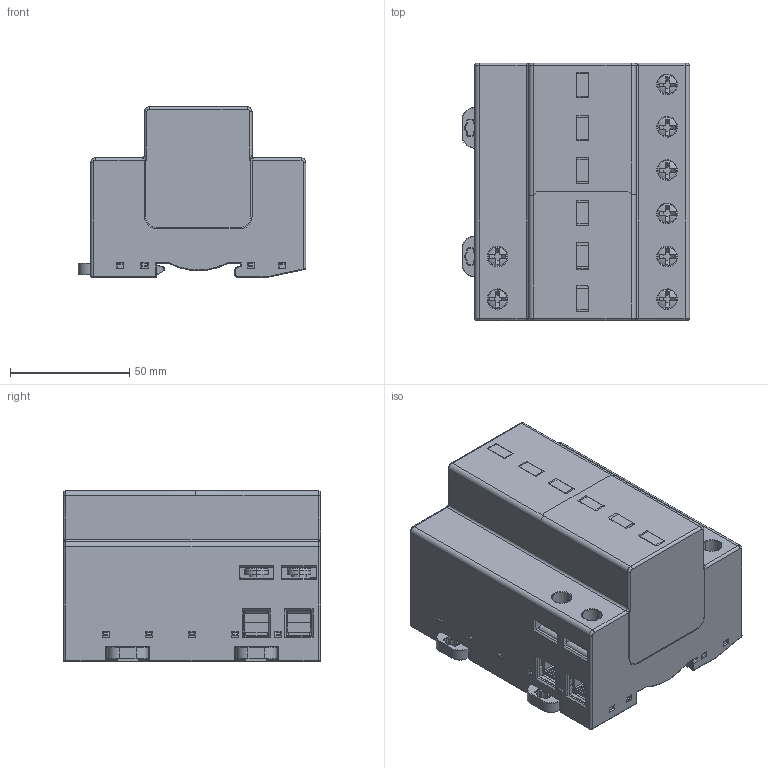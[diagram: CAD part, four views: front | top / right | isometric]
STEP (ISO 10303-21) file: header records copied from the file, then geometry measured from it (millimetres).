
FILE_DESCRIPTION((''),'2;1');
FILE_NAME('56000_375_3P0_ASM','2019-08-13T12:57:03',('Sebastjan.kamensek'),('Audax d.o.o.'),'CREO PARAMETRIC BY PTC INC, 2017260','CREO PARAMETRIC BY PTC INC, 2017260','');
FILE_SCHEMA(('AP242_MANAGED_MODEL_BASED_3D_ENGINEERING_MIM_LF { 1 0 10303 442 1 1 4 }'));
Products named in the file (16): SFT_PODNOZJE_6TE_1000V_Y_; 505-500-140-NOSILEC-KABLA_8_N; 521000502_VIJAK_M6X12; ZASKOCKA_PLASTICNA_V11; VZMET_VSKOCKE; RC_WM_SESTAV_ASM; LECKA_BUHTEL; NOSILEC_KONTAKTOV_2TE_100; SES_ODKL_KONT_2TE_ASM; 526000100_ODKLOPNIK_25KA_SESTAV_ASM; 5621_25_VAR_SFTB_SESTAV_ASM; 5620_VAR_SKLOP_SFTB_25KA_ASM; 560000109_PRBLB_KON_OZM3P0_25KA; KONTAKT_OZEMLJITVENI_3_0_25KA_ASM; 560000023_PRBLB_POK_6TE_RC_FLAT; 56000_375_3P0_ASM
Assembly tree (30 placements, depth 6):
  56000_375_3P0_ASM
    SFT_PODNOZJE_6TE_1000V_Y_
    505-500-140-NOSILEC-KABLA_8_N  x2
    521000502_VIJAK_M6X12  x2
    ZASKOCKA_PLASTICNA_V11  x2
    VZMET_VSKOCKE  x2
    RC_WM_SESTAV_ASM
    LECKA_BUHTEL  x6
    5620_VAR_SKLOP_SFTB_25KA_ASM  x3
      5621_25_VAR_SFTB_SESTAV_ASM
        526000100_ODKLOPNIK_25KA_SESTAV_ASM
          SES_ODKL_KONT_2TE_ASM
            NOSILEC_KONTAKTOV_2TE_100
          505-500-140-NOSILEC-KABLA_8_N  x2
          521000502_VIJAK_M6X12  x2
    KONTAKT_OZEMLJITVENI_3_0_25KA_ASM
      560000109_PRBLB_KON_OZM3P0_25KA
    560000023_PRBLB_POK_6TE_RC_FLAT
Bounding box: 95.25 x 107.7 x 71.31 mm (x, y, z)
Volume: 135054.2 mm3; surface area: 177757.3 mm2
Topology: 32 solids, 32 shells, 4529 faces, 11222 edges, 6751 vertices
Faces by surface type: plane 2445, cylinder 1365, torus 362, sphere 204, bspline 87, cone 62, extrusion 4
Full cylindrical faces by diameter (mm): 1.6 x1
Entity records: 108238 total; most frequent: CARTESIAN_POINT 24454, DIRECTION 14894, ORIENTED_EDGE 14512, EDGE_CURVE 7256, AXIS2_PLACEMENT_3D 5153, VECTOR 4588, LINE 4584, VERTEX_POINT 4473
